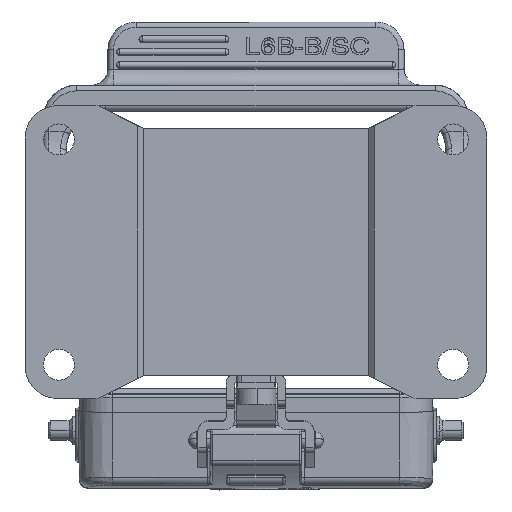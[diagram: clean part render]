
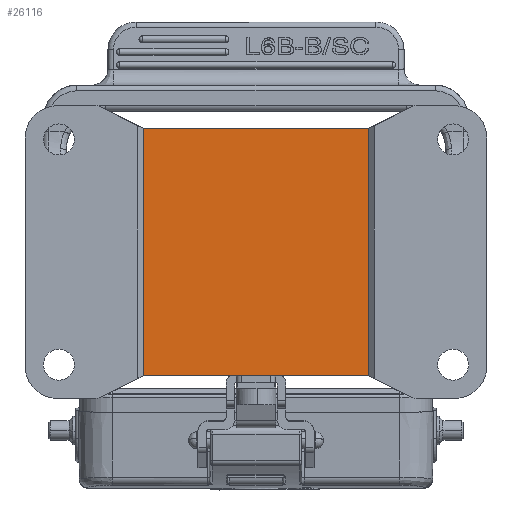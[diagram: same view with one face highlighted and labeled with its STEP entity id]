
A CAD part, front view. The second image highlights one B-rep face of the part: STEP entity #26116.
In plain terms, the highlighted planar face has unit normal (0, -1, 0).
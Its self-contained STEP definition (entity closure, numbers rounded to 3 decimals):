
#6635=DIRECTION('',(0.,0.,-1.));
#6636=VECTOR('',#6635,43.889);
#6637=CARTESIAN_POINT('',(19.999,1.,21.944));
#6638=LINE('',#6637,#6636);
#6639=DIRECTION('',(-1.,0.,0.));
#6640=VECTOR('',#6639,39.998);
#6641=CARTESIAN_POINT('',(19.999,1.,-21.944));
#6642=LINE('',#6641,#6640);
#6643=DIRECTION('',(1.,0.,0.));
#6644=VECTOR('',#6643,39.998);
#6645=CARTESIAN_POINT('',(-19.999,1.,21.944));
#6646=LINE('',#6645,#6644);
#6647=DIRECTION('',(0.,0.,-1.));
#6648=VECTOR('',#6647,43.889);
#6649=CARTESIAN_POINT('',(-19.999,1.,21.944));
#6650=LINE('',#6649,#6648);
#14828=CARTESIAN_POINT('',(19.999,1.,
-21.944));
#14829=VERTEX_POINT('',#14828);
#14882=CARTESIAN_POINT('',(19.999,1.,21.944));
#14883=VERTEX_POINT('',#14882);
#14884=CARTESIAN_POINT('',(-19.999,1.,
-21.944));
#14885=VERTEX_POINT('',#14884);
#14886=CARTESIAN_POINT('',(-19.999,1.,
21.944));
#14887=VERTEX_POINT('',#14886);
#26104=CARTESIAN_POINT('',(0.,1.,0.));
#26105=DIRECTION('',(0.,1.,0.));
#26106=DIRECTION('',(0.,0.,-1.));
#26107=AXIS2_PLACEMENT_3D('',#26104,#26105,#26106);
#26108=PLANE('',#26107);
#26109=ORIENTED_EDGE('',*,*,#26094,.T.);
#26110=ORIENTED_EDGE('',*,*,#25379,.T.);
#26112=ORIENTED_EDGE('',*,*,#26111,.F.);
#26113=ORIENTED_EDGE('',*,*,#24857,.T.);
#26114=EDGE_LOOP('',(#26109,#26110,#26112,#26113));
#26115=FACE_OUTER_BOUND('',#26114,.F.);
#24857=EDGE_CURVE('',#14887,#14883,#6646,.T.);
#25379=EDGE_CURVE('',#14829,#14885,#6642,.T.);
#26094=EDGE_CURVE('',#14883,#14829,#6638,.T.);
#26111=EDGE_CURVE('',#14887,#14885,#6650,.T.);
#26116=ADVANCED_FACE('',(#26115),#26108,.F.);
